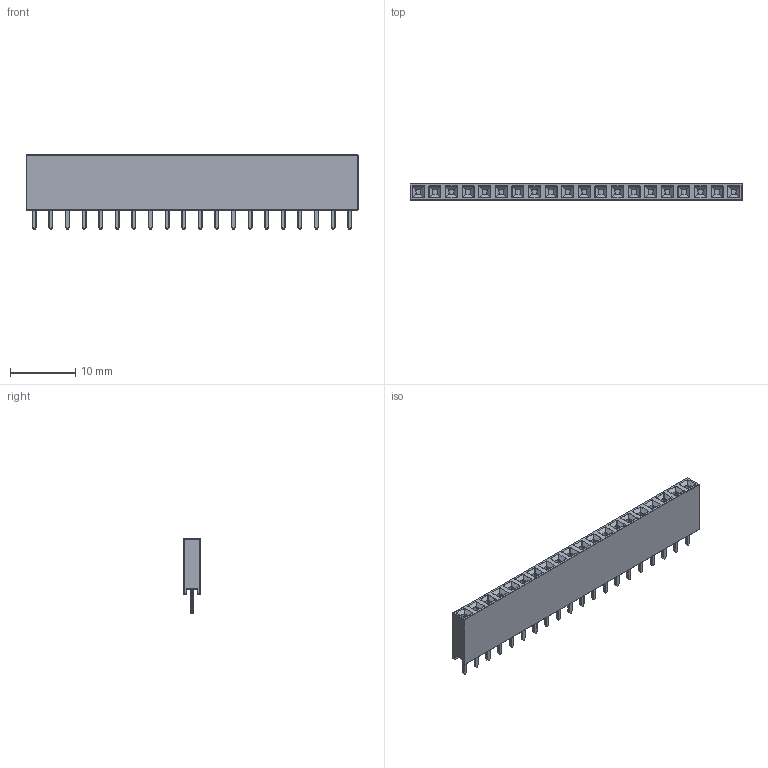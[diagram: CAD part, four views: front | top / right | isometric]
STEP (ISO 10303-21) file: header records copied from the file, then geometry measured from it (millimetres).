
FILE_DESCRIPTION(/* description */ (''),/* implementation_level */ '2;1');
FILE_NAME(/* name */ 'Pin Socket 1x20 2.step',/* time_stamp */ '2026-02-09T13:39:44-08:00',/* author */ (''),/* organization */ (''),/* preprocessor_version */ 'ST-DEVELOPER v20.1',/* originating_system */ 'Autodesk Translation Framework v14.24.0.0',/* authorisation */ '');
FILE_SCHEMA (('AUTOMOTIVE_DESIGN { 1 0 10303 214 3 1 1 }'));
Length unit declared in the file: millimetre
Products named in the file (1): Female header pitch
Bounding box: 50.8 x 2.54 x 11.4 mm (x, y, z)
Volume: 975.9 mm3; surface area: 1678.3 mm2
Topology: 21 solids, 21 shells, 1630 faces, 3220 edges, 1652 vertices
Faces by surface type: cylinder 784, plane 350, sphere 332, bspline 160, torus 4
Entity records: 44051 total; most frequent: CARTESIAN_POINT 10343, DIRECTION 7814, ORIENTED_EDGE 6440, EDGE_CURVE 3220, AXIS2_PLACEMENT_3D 3123, VERTEX_POINT 1652, EDGE_LOOP 1650, FACE_OUTER_BOUND 1630
